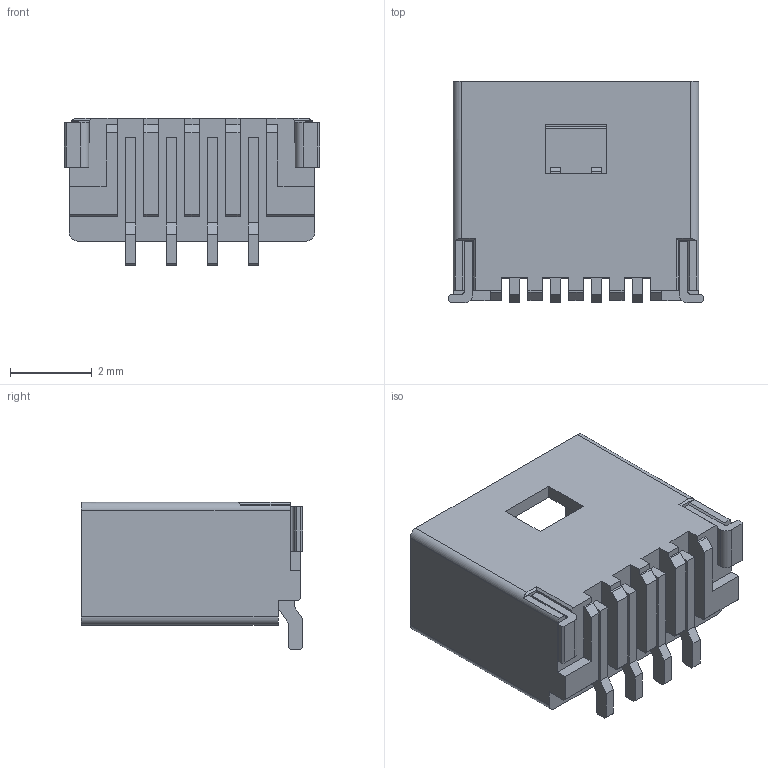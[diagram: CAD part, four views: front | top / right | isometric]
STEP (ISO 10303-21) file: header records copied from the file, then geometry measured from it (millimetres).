
FILE_DESCRIPTION (( 'STEP AP214' ), '1' );
FILE_NAME ('Molex_PicoClasp_501331-0407.step', '2018-01-19T13:03:42', ( '' ), ( '' ), 'SwSTEP 2.0', 'SolidWorks 2018', '' );
FILE_SCHEMA (( 'AUTOMOTIVE_DESIGN' ));
Length unit declared in the file: millimetre
Products named in the file (1): Molex_PicoClasp_501331-0407
Bounding box: 6.24 x 5.41 x 3.6 mm (x, y, z)
Volume: 50 mm3; surface area: 228.2 mm2
Topology: 1 solids, 1 shells, 198 faces, 553 edges, 366 vertices
Faces by surface type: plane 182, cylinder 16
Entity records: 7429 total; most frequent: CARTESIAN_POINT 1124, ORIENTED_EDGE 1106, DIRECTION 983, EDGE_CURVE 553, LINE 517, VECTOR 517, VERTEX_POINT 366, AXIS2_PLACEMENT_3D 233
